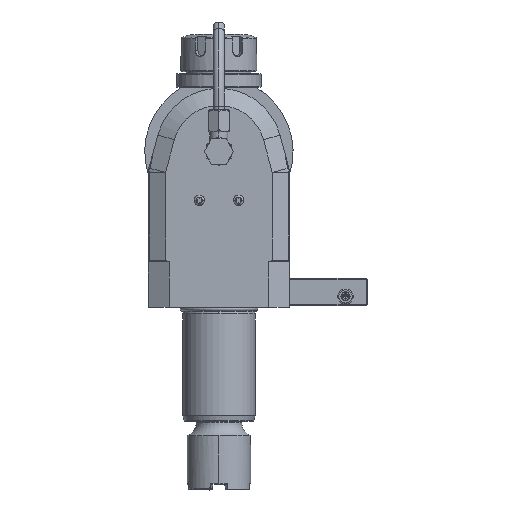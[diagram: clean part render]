
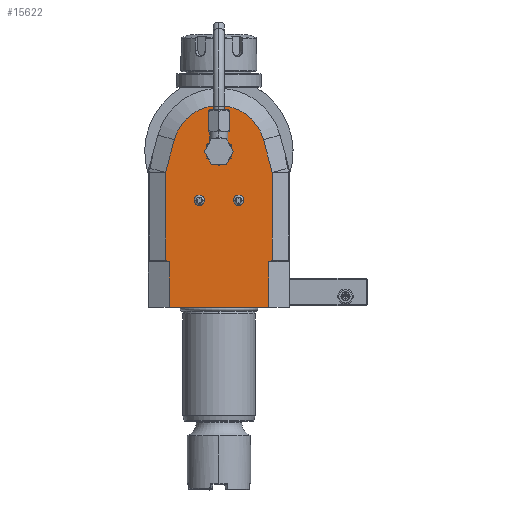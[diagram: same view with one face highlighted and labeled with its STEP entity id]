
A CAD part, top view. The second image highlights one B-rep face of the part: STEP entity #15622.
In plain terms, the highlighted planar face has unit normal (0, 0, 1).
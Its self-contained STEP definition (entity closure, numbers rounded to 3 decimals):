
#331=DIRECTION('',(-1.,0.,0.));
#332=VECTOR('',#331,55.);
#333=CARTESIAN_POINT('',(27.5,-86.,40.));
#334=LINE('',#333,#332);
#716=DIRECTION('',(0.,-1.,0.));
#717=VECTOR('',#716,25.);
#718=CARTESIAN_POINT('',(27.5,-61.,40.));
#719=LINE('',#718,#717);
#720=DIRECTION('',(0.,1.,0.));
#721=VECTOR('',#720,25.);
#722=CARTESIAN_POINT('',(-27.5,-86.,40.));
#723=LINE('',#722,#721);
#724=DIRECTION('',(0.894,-0.447,0.));
#725=VECTOR('',#724,2.236);
#726=CARTESIAN_POINT('',(-29.5,-60.,40.));
#727=LINE('',#726,#725);
#728=DIRECTION('',(0.,-1.,0.));
#729=VECTOR('',#728,48.363);
#730=CARTESIAN_POINT('',(-29.5,-11.637,40.));
#731=LINE('',#730,#729);
#732=CARTESIAN_POINT('',(-29.,-11.637,40.));
#733=DIRECTION('',(0.,0.,1.));
#734=DIRECTION('',(-0.966,0.259,0.));
#735=AXIS2_PLACEMENT_3D('',#732,#733,#734);
#737=DIRECTION('',(-0.259,-0.966,0.));
#738=VECTOR('',#737,18.746);
#739=CARTESIAN_POINT('',(-24.631,6.6,40.));
#740=LINE('',#739,#738);
#741=CARTESIAN_POINT('',(0.,0.,40.));
#742=DIRECTION('',(0.,0.,1.));
#743=DIRECTION('',(0.966,0.259,0.));
#744=AXIS2_PLACEMENT_3D('',#741,#742,#743);
#746=DIRECTION('',(-0.259,0.966,0.));
#747=VECTOR('',#746,18.746);
#748=CARTESIAN_POINT('',(29.483,-11.507,40.));
#749=LINE('',#748,#747);
#750=CARTESIAN_POINT('',(29.,-11.637,40.));
#751=DIRECTION('',(0.,0.,1.));
#752=DIRECTION('',(1.,0.,0.));
#753=AXIS2_PLACEMENT_3D('',#750,#751,#752);
#755=DIRECTION('',(0.,1.,0.));
#756=VECTOR('',#755,48.363);
#757=CARTESIAN_POINT('',(29.5,-60.,40.));
#758=LINE('',#757,#756);
#759=DIRECTION('',(0.894,0.447,0.));
#760=VECTOR('',#759,2.236);
#761=CARTESIAN_POINT('',(27.5,-61.,40.));
#762=LINE('',#761,#760);
#763=CARTESIAN_POINT('',(0.,0.,40.));
#764=DIRECTION('',(0.,0.,1.));
#765=DIRECTION('',(1.,0.,0.));
#766=AXIS2_PLACEMENT_3D('',#763,#764,#765);
#768=CARTESIAN_POINT('',(0.,0.,40.));
#769=DIRECTION('',(0.,0.,1.));
#770=DIRECTION('',(-1.,0.,0.));
#771=AXIS2_PLACEMENT_3D('',#768,#769,#770);
#773=CARTESIAN_POINT('',(10.864,-26.888,40.));
#774=DIRECTION('',(0.,0.,1.));
#775=DIRECTION('',(-1.,0.,0.));
#776=AXIS2_PLACEMENT_3D('',#773,#774,#775);
#778=CARTESIAN_POINT('',(10.864,-26.888,40.));
#779=DIRECTION('',(0.,0.,1.));
#780=DIRECTION('',(1.,0.,0.));
#781=AXIS2_PLACEMENT_3D('',#778,#779,#780);
#783=CARTESIAN_POINT('',(-10.864,-26.888,40.));
#784=DIRECTION('',(0.,0.,1.));
#785=DIRECTION('',(-1.,0.,0.));
#786=AXIS2_PLACEMENT_3D('',#783,#784,#785);
#788=CARTESIAN_POINT('',(-10.864,-26.888,40.));
#789=DIRECTION('',(0.,0.,1.));
#790=DIRECTION('',(1.,0.,0.));
#791=AXIS2_PLACEMENT_3D('',#788,#789,#790);
#13374=CARTESIAN_POINT('',(24.631,6.6,40.));
#13375=CARTESIAN_POINT('',(-24.631,6.6,40.));
#13376=VERTEX_POINT('',#13374);
#13377=VERTEX_POINT('',#13375);
#13382=CARTESIAN_POINT('',(-29.483,-11.507,40.));
#13383=VERTEX_POINT('',#13382);
#13384=CARTESIAN_POINT('',(29.483,-11.507,40.));
#13385=VERTEX_POINT('',#13384);
#13386=CARTESIAN_POINT('',(-29.5,-11.637,40.));
#13387=VERTEX_POINT('',#13386);
#13388=CARTESIAN_POINT('',(29.5,-11.637,40.));
#13389=VERTEX_POINT('',#13388);
#13407=CARTESIAN_POINT('',(29.5,-60.,40.));
#13409=VERTEX_POINT('',#13407);
#13416=CARTESIAN_POINT('',(-29.5,-60.,40.));
#13417=VERTEX_POINT('',#13416);
#13712=CARTESIAN_POINT('',(-13.714,-26.888,40.));
#13713=CARTESIAN_POINT('',(-8.014,-26.888,40.));
#13714=VERTEX_POINT('',#13712);
#13715=VERTEX_POINT('',#13713);
#13748=CARTESIAN_POINT('',(8.014,-26.888,40.));
#13749=CARTESIAN_POINT('',(13.714,-26.888,40.));
#13750=VERTEX_POINT('',#13748);
#13751=VERTEX_POINT('',#13749);
#13945=CARTESIAN_POINT('',(27.5,-61.,40.));
#13946=VERTEX_POINT('',#13945);
#13947=CARTESIAN_POINT('',(-27.5,-61.,40.));
#13948=VERTEX_POINT('',#13947);
#14533=CARTESIAN_POINT('',(6.5,0.,40.));
#14534=CARTESIAN_POINT('',(-6.5,0.,40.));
#14535=VERTEX_POINT('',#14533);
#14536=VERTEX_POINT('',#14534);
#14697=CARTESIAN_POINT('',(-27.5,-86.,40.));
#14699=VERTEX_POINT('',#14697);
#14702=CARTESIAN_POINT('',(27.5,-86.,40.));
#14704=VERTEX_POINT('',#14702);
#15576=CARTESIAN_POINT('',(0.,0.,40.));
#15577=DIRECTION('',(0.,0.,1.));
#15578=DIRECTION('',(1.,0.,0.));
#15579=AXIS2_PLACEMENT_3D('',#15576,#15577,#15578);
#15580=PLANE('',#15579);
#15581=ORIENTED_EDGE('',*,*,#15555,.T.);
#15582=ORIENTED_EDGE('',*,*,#15296,.T.);
#15584=ORIENTED_EDGE('',*,*,#15583,.T.);
#15586=ORIENTED_EDGE('',*,*,#15585,.F.);
#15588=ORIENTED_EDGE('',*,*,#15587,.F.);
#15590=ORIENTED_EDGE('',*,*,#15589,.F.);
#15592=ORIENTED_EDGE('',*,*,#15591,.F.);
#15594=ORIENTED_EDGE('',*,*,#15593,.F.);
#15596=ORIENTED_EDGE('',*,*,#15595,.F.);
#15598=ORIENTED_EDGE('',*,*,#15597,.F.);
#15600=ORIENTED_EDGE('',*,*,#15599,.F.);
#15601=ORIENTED_EDGE('',*,*,#15566,.F.);
#15602=EDGE_LOOP('',(#15581,#15582,#15584,#15586,#15588,#15590,#15592,#15594,
#15596,#15598,#15600,#15601));
#15603=FACE_OUTER_BOUND('',#15602,.F.);
#15605=ORIENTED_EDGE('',*,*,#15604,.T.);
#15607=ORIENTED_EDGE('',*,*,#15606,.T.);
#15608=EDGE_LOOP('',(#15605,#15607));
#15609=FACE_BOUND('',#15608,.F.);
#15611=ORIENTED_EDGE('',*,*,#15610,.T.);
#15613=ORIENTED_EDGE('',*,*,#15612,.T.);
#15614=EDGE_LOOP('',(#15611,#15613));
#15615=FACE_BOUND('',#15614,.F.);
#15617=ORIENTED_EDGE('',*,*,#15616,.T.);
#15619=ORIENTED_EDGE('',*,*,#15618,.T.);
#15620=EDGE_LOOP('',(#15617,#15619));
#15621=FACE_BOUND('',#15620,.F.);
#736=CIRCLE('',#735,0.5);
#745=CIRCLE('',#744,25.5);
#754=CIRCLE('',#753,0.5);
#767=CIRCLE('',#766,6.5);
#772=CIRCLE('',#771,6.5);
#777=CIRCLE('',#776,2.85);
#782=CIRCLE('',#781,2.85);
#787=CIRCLE('',#786,2.85);
#792=CIRCLE('',#791,2.85);
#15296=EDGE_CURVE('',#14704,#14699,#334,.T.);
#15555=EDGE_CURVE('',#13946,#14704,#719,.T.);
#15566=EDGE_CURVE('',#13946,#13409,#762,.T.);
#15583=EDGE_CURVE('',#14699,#13948,#723,.T.);
#15585=EDGE_CURVE('',#13417,#13948,#727,.T.);
#15587=EDGE_CURVE('',#13387,#13417,#731,.T.);
#15589=EDGE_CURVE('',#13383,#13387,#736,.T.);
#15591=EDGE_CURVE('',#13377,#13383,#740,.T.);
#15593=EDGE_CURVE('',#13376,#13377,#745,.T.);
#15595=EDGE_CURVE('',#13385,#13376,#749,.T.);
#15597=EDGE_CURVE('',#13389,#13385,#754,.T.);
#15599=EDGE_CURVE('',#13409,#13389,#758,.T.);
#15604=EDGE_CURVE('',#14535,#14536,#767,.T.);
#15606=EDGE_CURVE('',#14536,#14535,#772,.T.);
#15610=EDGE_CURVE('',#13750,#13751,#777,.T.);
#15612=EDGE_CURVE('',#13751,#13750,#782,.T.);
#15616=EDGE_CURVE('',#13714,#13715,#787,.T.);
#15618=EDGE_CURVE('',#13715,#13714,#792,.T.);
#15622=ADVANCED_FACE('',(#15603,#15609,#15615,#15621),#15580,.T.);
